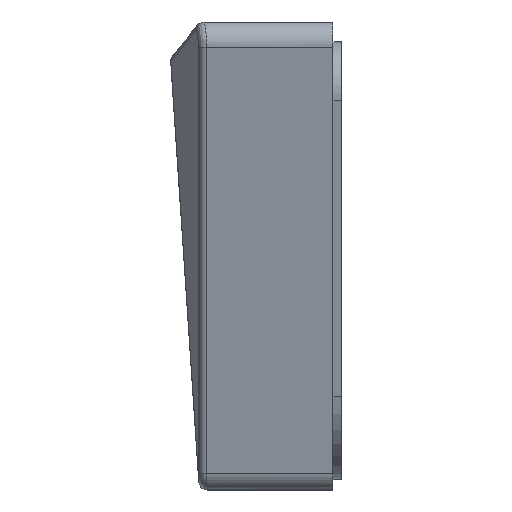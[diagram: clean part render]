
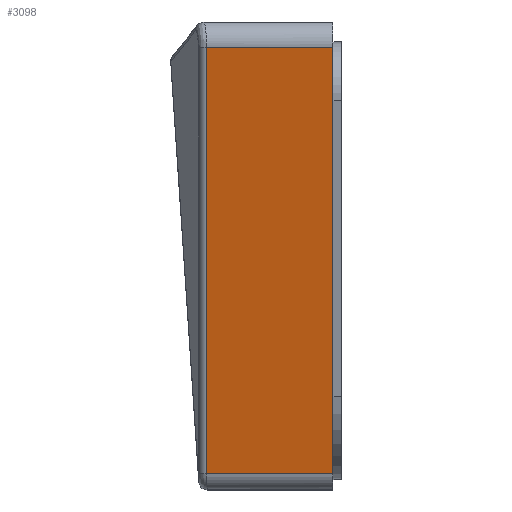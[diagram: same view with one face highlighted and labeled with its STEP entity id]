
A CAD part, left-side view. The second image highlights one B-rep face of the part: STEP entity #3098.
In plain terms, the highlighted planar face has unit normal (-0.975, 0, -0.224).
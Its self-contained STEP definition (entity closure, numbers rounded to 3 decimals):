
#6 = DIRECTION ( 'NONE',  ( 0.224, 0., -0.975 ) ) ;
#90 = LINE ( 'NONE', #6228, #4781 ) ;
#92 = CARTESIAN_POINT ( 'NONE',  ( -190.175, 62.521, 75.28 ) ) ;
#347 = EDGE_CURVE ( 'NONE', #3456, #2892, #2623, .T. ) ;
#651 = CARTESIAN_POINT ( 'NONE',  ( -213.634, 101.521, 177.335 ) ) ;
#827 = EDGE_LOOP ( 'NONE', ( #7893, #7553, #3750, #993, #6372 ) ) ;
#993 = ORIENTED_EDGE ( 'NONE', *, *, #6559, .T. ) ;
#1156 = VECTOR ( 'NONE', #5666, 1000. ) ;
#1815 = EDGE_CURVE ( 'NONE', #3122, #6933, #6401, .T. ) ;
#1898 = CARTESIAN_POINT ( 'NONE',  ( -190.175, 101.521, 75.28 ) ) ;
#2022 = CARTESIAN_POINT ( 'NONE',  ( -175.617, 88.569, 11.951 ) ) ;
#2510 = DIRECTION ( 'NONE',  ( 0., -1., 0. ) ) ;
#2623 = LINE ( 'NONE', #1898, #4485 ) ;
#2699 = DIRECTION ( 'NONE',  ( 0.224, -0.065, -0.973 ) ) ;
#2892 = VERTEX_POINT ( 'NONE', #92 ) ;
#3098 = ADVANCED_FACE ( 'NONE', ( #5178 ), #4784, .T. ) ;
#3122 = VERTEX_POINT ( 'NONE', #3535 ) ;
#3405 = VECTOR ( 'NONE', #2699, 1000. ) ;
#3419 = LINE ( 'NONE', #4178, #6981 ) ;
#3456 = VERTEX_POINT ( 'NONE', #5871 ) ;
#3493 = LINE ( 'NONE', #2022, #3405 ) ;
#3535 = CARTESIAN_POINT ( 'NONE',  ( -213.634, 92.808, 177.335 ) ) ;
#3750 = ORIENTED_EDGE ( 'NONE', *, *, #347, .T. ) ;
#3939 = VERTEX_POINT ( 'NONE', #6939 ) ;
#4178 = CARTESIAN_POINT ( 'NONE',  ( -164.194, 62.521, -37.743 ) ) ;
#4485 = VECTOR ( 'NONE', #2510, 1000. ) ;
#4781 = VECTOR ( 'NONE', #6, 1000. ) ;
#4784 = PLANE ( 'NONE',  #5381 ) ;
#5033 = EDGE_CURVE ( 'NONE', #3122, #3939, #90, .T. ) ;
#5178 = FACE_OUTER_BOUND ( 'NONE', #827, .T. ) ;
#5344 = CARTESIAN_POINT ( 'NONE',  ( -164.194, 101.521, -37.743 ) ) ;
#5381 = AXIS2_PLACEMENT_3D ( 'NONE', #5344, #5399, #6587 ) ;
#5399 = DIRECTION ( 'NONE',  ( -0.975, 0., -0.224 ) ) ;
#5666 = DIRECTION ( 'NONE',  ( 0., -1., 0. ) ) ;
#5871 = CARTESIAN_POINT ( 'NONE',  ( -190.175, 92.806, 75.28 ) ) ;
#5982 = DIRECTION ( 'NONE',  ( -0.224, 0., 0.975 ) ) ;
#6228 = CARTESIAN_POINT ( 'NONE',  ( -164.194, 92.808, -37.743 ) ) ;
#6372 = ORIENTED_EDGE ( 'NONE', *, *, #1815, .F. ) ;
#6401 = LINE ( 'NONE', #651, #1156 ) ;
#6559 = EDGE_CURVE ( 'NONE', #2892, #6933, #3419, .T. ) ;
#6587 = DIRECTION ( 'NONE',  ( -0.224, 0., 0.975 ) ) ;
#6933 = VERTEX_POINT ( 'NONE', #8057 ) ;
#6939 = CARTESIAN_POINT ( 'NONE',  ( -190.181, 92.808, 75.309 ) ) ;
#6981 = VECTOR ( 'NONE', #5982, 1000. ) ;
#7202 = EDGE_CURVE ( 'NONE', #3939, #3456, #3493, .T. ) ;
#7553 = ORIENTED_EDGE ( 'NONE', *, *, #7202, .T. ) ;
#7893 = ORIENTED_EDGE ( 'NONE', *, *, #5033, .T. ) ;
#8057 = CARTESIAN_POINT ( 'NONE',  ( -213.634, 62.521, 177.335 ) ) ;
